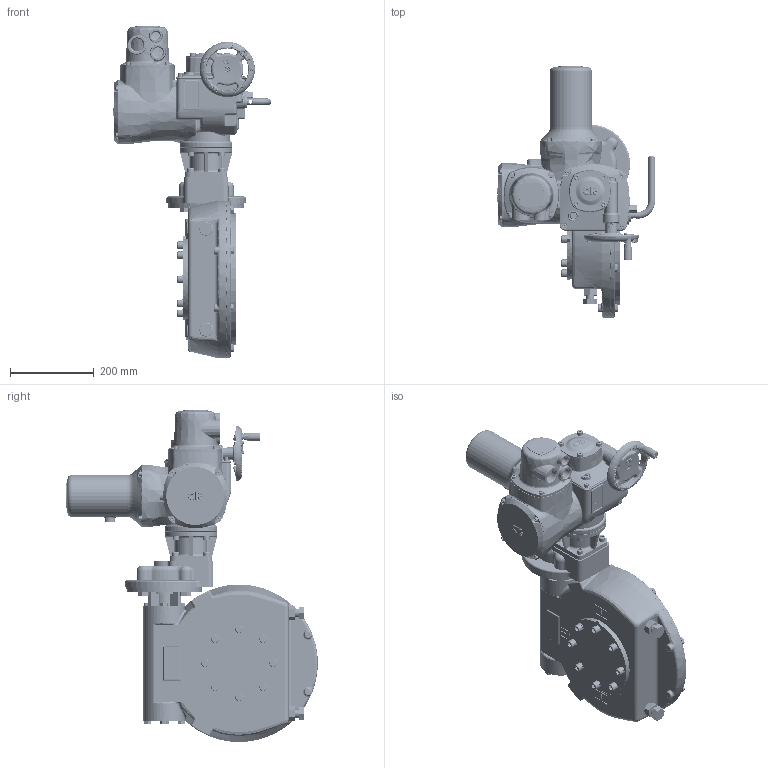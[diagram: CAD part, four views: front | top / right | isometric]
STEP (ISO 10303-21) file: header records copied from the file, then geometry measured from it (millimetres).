
FILE_DESCRIPTION(/* description */ ('Unknown'),/* implementation_level */ '2;1');
FILE_NAME(/* name */ 'A2W6RLBS00X-1',/* time_stamp */ '2019-03-05T15:37:41+05:00',/* author */ ('Unknown'),/* organization */ ('Unknown'),/* preprocessor_version */ 'ST-DEVELOPER v16.7',/* originating_system */ 'DEX',/* authorisation */ $);
FILE_SCHEMA (('AUTOMOTIVE_DESIGN {1 0 10303 214 3 1 1}'));
Products named in the file (1): A2W6RLBS00
Bounding box: 376.35 x 599.15 x 790.56 mm (x, y, z)
Volume: 87917.9 mm3; surface area: 1103612.1 mm2
Topology: 54 solids, 59 shells, 5862 faces, 14596 edges, 9107 vertices
Faces by surface type: plane 2541, bspline 1639, cylinder 840, cone 446, torus 303, sphere 93
Full cylindrical faces by diameter (mm): 4.917 x17, 6 x2, 8 x4, 8.2 x1, 8.376 x4, 9 x8, 10 x41, 10.22 x4, 10.25 x4, 10.5 x4, 10.8 x8, 11 x20, 12 x9, 12.5 x8, 13 x18, 13.5 x1, 13.835 x20, 14 x1, 14.5 x4, 15 x1, 15.5 x1, 16 x16, 16.5 x4, 18 x8, 18.376 x1, 19 x11, 20 x3, 23.376 x1, 25 x1, 30 x1
Entity records: 272787 total; most frequent: CARTESIAN_POINT 109351, ORIENTED_EDGE 27380, DIRECTION 20689, EDGE_CURVE 13690, VERTEX_POINT 8862, AXIS2_PLACEMENT_3D 7514, FACE_BOUND 6854, EDGE_LOOP 6813
